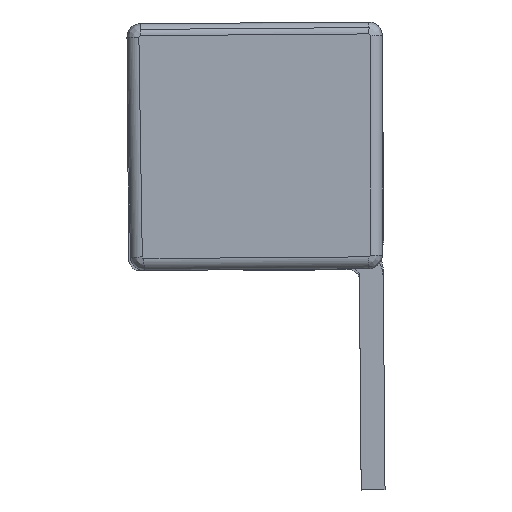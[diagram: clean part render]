
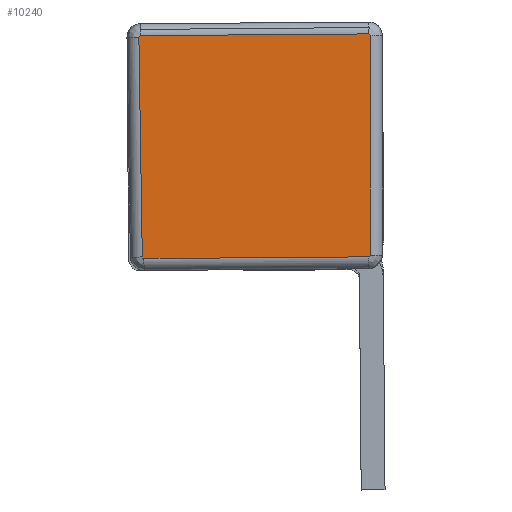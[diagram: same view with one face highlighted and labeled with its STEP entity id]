
A CAD part, left-side view. The second image highlights one B-rep face of the part: STEP entity #10240.
In plain terms, the highlighted planar face has unit normal (-1, 0, 0).
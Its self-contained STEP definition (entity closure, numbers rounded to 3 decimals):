
#10228=AXIS2_PLACEMENT_3D('Plane Axis2P3D',#10225,#10226,#10227) ;
#6455=CARTESIAN_POINT('Vertex',(0.,14.265,13.683)) ;
#6463=CARTESIAN_POINT('Vertex',(0.,14.167,13.587)) ;
#6467=CARTESIAN_POINT('Control Point',(0.,14.265,13.683)) ;
#6468=CARTESIAN_POINT('Control Point',(0.,14.264,13.626)) ;
#6469=CARTESIAN_POINT('Control Point',(0.,14.223,13.587)) ;
#6470=CARTESIAN_POINT('Control Point',(0.,14.167,13.587)) ;
#6500=CARTESIAN_POINT('Vertex',(0.,14.465,26.588)) ;
#6503=CARTESIAN_POINT('Line Origine',(0.,14.465,26.626)) ;
#6534=CARTESIAN_POINT('Control Point',(0.,14.368,26.686)) ;
#6535=CARTESIAN_POINT('Control Point',(0.,14.426,26.686)) ;
#6536=CARTESIAN_POINT('Control Point',(0.,14.466,26.645)) ;
#6537=CARTESIAN_POINT('Control Point',(0.,14.465,26.588)) ;
#6538=CARTESIAN_POINT('Vertex',(0.,14.368,26.686)) ;
#6560=CARTESIAN_POINT('Line Origine',(0.,-20.47,26.956)) ;
#6564=CARTESIAN_POINT('Vertex',(0.,0.963,26.79)) ;
#6609=CARTESIAN_POINT('Control Point',(0.,0.963,26.79)) ;
#6610=CARTESIAN_POINT('Control Point',(0.,0.906,26.79)) ;
#6611=CARTESIAN_POINT('Control Point',(0.,0.865,26.75)) ;
#6612=CARTESIAN_POINT('Control Point',(0.,0.865,26.693)) ;
#6613=CARTESIAN_POINT('Vertex',(0.,0.865,26.693)) ;
#6639=CARTESIAN_POINT('Vertex',(0.,0.865,13.787)) ;
#6642=CARTESIAN_POINT('Line Origine',(0.,0.865,26.731)) ;
#6677=CARTESIAN_POINT('Vertex',(0.,0.962,13.69)) ;
#6681=CARTESIAN_POINT('Control Point',(0.,0.865,13.787)) ;
#6682=CARTESIAN_POINT('Control Point',(0.,0.865,13.73)) ;
#6683=CARTESIAN_POINT('Control Point',(0.,0.905,13.69)) ;
#6684=CARTESIAN_POINT('Control Point',(0.,0.962,13.69)) ;
#6699=CARTESIAN_POINT('Line Origine',(0.,14.205,13.587)) ;
#10225=CARTESIAN_POINT('Axis2P3D Location',(0.,7.624,21.288)) ;
#6504=DIRECTION('Vector Direction',(0.,-0.015,-1.)) ;
#6561=DIRECTION('Vector Direction',(0.,1.,-0.008)) ;
#6643=DIRECTION('Vector Direction',(0.,0.,1.)) ;
#6700=DIRECTION('Vector Direction',(0.,-1.,0.008)) ;
#10226=DIRECTION('Axis2P3D Direction',(-1.,0.,0.)) ;
#10227=DIRECTION('Axis2P3D XDirection',(0.,-1.,0.008)) ;
#6505=VECTOR('Line Direction',#6504,1.) ;
#6562=VECTOR('Line Direction',#6561,1.) ;
#6644=VECTOR('Line Direction',#6643,1.) ;
#6701=VECTOR('Line Direction',#6700,1.) ;
#10231=ORIENTED_EDGE('',*,*,#6566,.T.) ;
#10232=ORIENTED_EDGE('',*,*,#6540,.T.) ;
#10233=ORIENTED_EDGE('',*,*,#6507,.T.) ;
#10234=ORIENTED_EDGE('',*,*,#6471,.T.) ;
#10235=ORIENTED_EDGE('',*,*,#6703,.T.) ;
#10236=ORIENTED_EDGE('',*,*,#6685,.F.) ;
#10237=ORIENTED_EDGE('',*,*,#6646,.F.) ;
#10238=ORIENTED_EDGE('',*,*,#6615,.F.) ;
#10240=ADVANCED_FACE('324',(#10239),#10229,.T.) ;
#6471=EDGE_CURVE('',#6456,#6464,#6466,.T.) ;
#6507=EDGE_CURVE('',#6501,#6456,#6506,.T.) ;
#6540=EDGE_CURVE('',#6539,#6501,#6533,.T.) ;
#6566=EDGE_CURVE('',#6565,#6539,#6563,.T.) ;
#6615=EDGE_CURVE('',#6565,#6614,#6608,.T.) ;
#6646=EDGE_CURVE('',#6614,#6640,#6645,.F.) ;
#6685=EDGE_CURVE('',#6640,#6678,#6680,.T.) ;
#6703=EDGE_CURVE('',#6464,#6678,#6702,.T.) ;
#10230=EDGE_LOOP('',(#10231,#10232,#10233,#10234,#10235,#10236,#10237,#10238)) ;
#10239=FACE_OUTER_BOUND('',#10230,.T.) ;
#6506=LINE('Line',#6503,#6505) ;
#6563=LINE('Line',#6560,#6562) ;
#6645=LINE('Line',#6642,#6644) ;
#6702=LINE('Line',#6699,#6701) ;
#10229=PLANE('',#10228) ;
#6456=VERTEX_POINT('',#6455) ;
#6464=VERTEX_POINT('',#6463) ;
#6501=VERTEX_POINT('',#6500) ;
#6539=VERTEX_POINT('',#6538) ;
#6565=VERTEX_POINT('',#6564) ;
#6614=VERTEX_POINT('',#6613) ;
#6640=VERTEX_POINT('',#6639) ;
#6678=VERTEX_POINT('',#6677) ;
#6466=(BOUNDED_CURVE()B_SPLINE_CURVE(3,(#6467,#6468,#6469,#6470),.UNSPECIFIED.,.F.,.U.)B_SPLINE_CURVE_WITH_KNOTS((4,4),(0.239,1.263),.UNSPECIFIED.)CURVE()GEOMETRIC_REPRESENTATION_ITEM()RATIONAL_B_SPLINE_CURVE((1.37,1.105,1.105,1.37))REPRESENTATION_ITEM('')) ;
#6533=(BOUNDED_CURVE()B_SPLINE_CURVE(3,(#6534,#6535,#6536,#6537),.UNSPECIFIED.,.F.,.U.)B_SPLINE_CURVE_WITH_KNOTS((4,4),(0.24,1.279),.UNSPECIFIED.)CURVE()GEOMETRIC_REPRESENTATION_ITEM()RATIONAL_B_SPLINE_CURVE((1.375,1.104,1.104,1.375))REPRESENTATION_ITEM('')) ;
#6608=(BOUNDED_CURVE()B_SPLINE_CURVE(3,(#6609,#6610,#6611,#6612),.UNSPECIFIED.,.F.,.U.)B_SPLINE_CURVE_WITH_KNOTS((4,4),(0.24,1.279),.UNSPECIFIED.)CURVE()GEOMETRIC_REPRESENTATION_ITEM()RATIONAL_B_SPLINE_CURVE((1.375,1.104,1.104,1.375))REPRESENTATION_ITEM('')) ;
#6680=(BOUNDED_CURVE()B_SPLINE_CURVE(3,(#6681,#6682,#6683,#6684),.UNSPECIFIED.,.F.,.U.)B_SPLINE_CURVE_WITH_KNOTS((4,4),(0.239,1.263),.UNSPECIFIED.)CURVE()GEOMETRIC_REPRESENTATION_ITEM()RATIONAL_B_SPLINE_CURVE((1.37,1.105,1.105,1.37))REPRESENTATION_ITEM('')) ;
